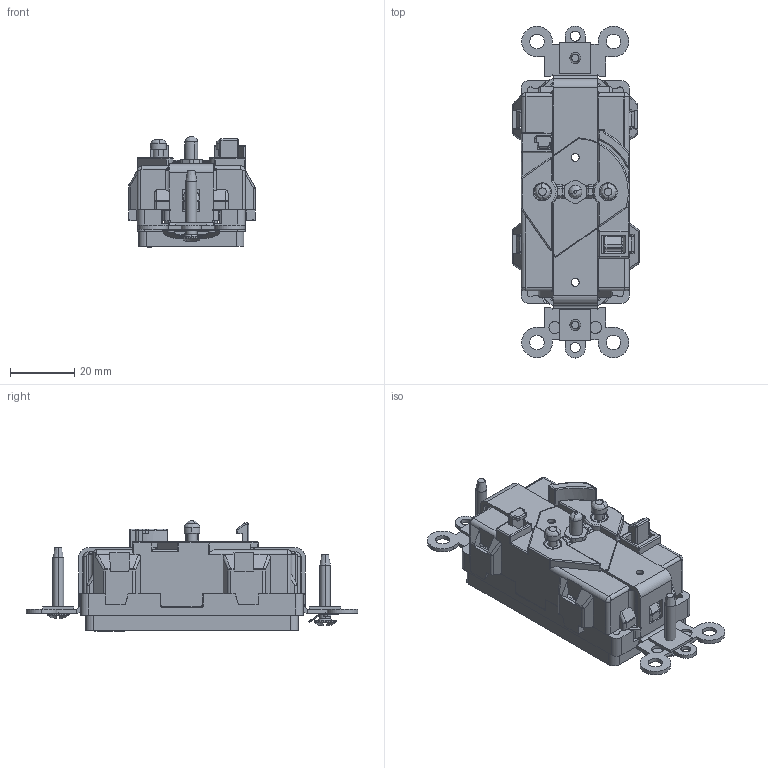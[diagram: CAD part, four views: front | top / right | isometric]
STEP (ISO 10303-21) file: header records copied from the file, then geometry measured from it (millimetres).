
FILE_DESCRIPTION (( 'STEP AP214' ), '1' );
FILE_NAME ('CATSTD-M1626-000-M01.STEP', '2020-09-30T15:02:31', ( '' ), ( '' ), 'SwSTEP 2.0', 'SolidWorks 2020', '' );
FILE_SCHEMA (( 'AUTOMOTIVE_DESIGN' ));
Length unit declared in the file: inch
Products named in the file (1): CATSTD-M1626-000-M01
Bounding box: 39.34 x 103.38 x 34.37 mm (x, y, z)
Volume: 21098.7 mm3; surface area: 26755.2 mm2
Topology: 11 solids, 11 shells, 1523 faces, 4160 edges, 2664 vertices
Faces by surface type: plane 936, cylinder 405, bspline 125, cone 52, torus 4, sphere 1
Entity records: 72245 total; most frequent: CARTESIAN_POINT 15463, ORIENTED_EDGE 8280, DIRECTION 6752, EDGE_CURVE 4140, VECTOR 2764, LINE 2764, VERTEX_POINT 2663, AXIS2_PLACEMENT_3D 1994
